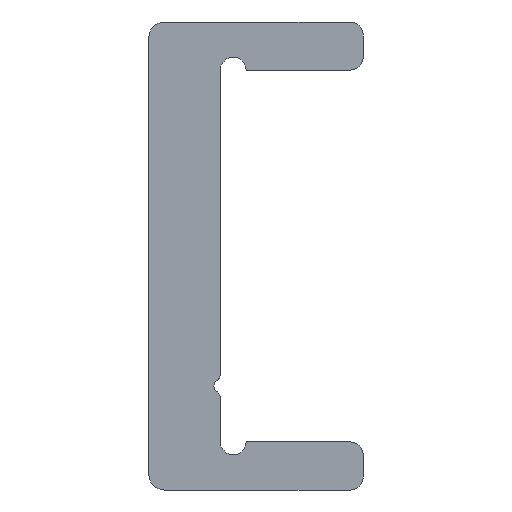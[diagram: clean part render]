
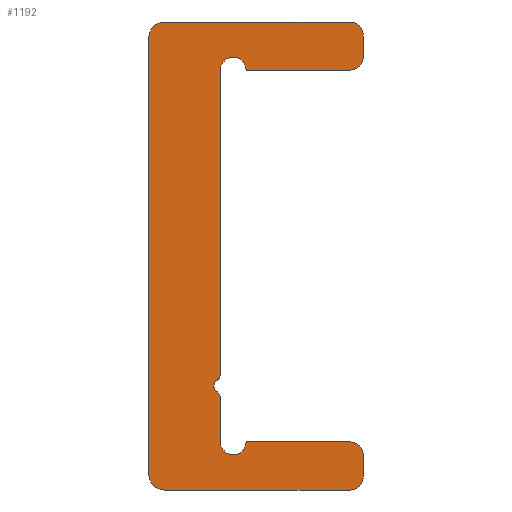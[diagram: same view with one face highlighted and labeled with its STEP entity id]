
A CAD part, left-side view. The second image highlights one B-rep face of the part: STEP entity #1192.
In plain terms, the highlighted planar face has unit normal (-1, 0, 0).
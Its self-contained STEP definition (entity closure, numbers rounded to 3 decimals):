
#430=CARTESIAN_POINT('',(0.0,1.375,-4.567));
#431=VERTEX_POINT('',#430);
#438=CARTESIAN_POINT('',(0.0,1.5,-4.783));
#439=VERTEX_POINT('',#438);
#440=CARTESIAN_POINT('',(0.0,1.625,-4.567));
#441=DIRECTION('',(1.0,0.0,0.0));
#442=DIRECTION('',(0.0,-1.0,0.0));
#443=AXIS2_PLACEMENT_3D('',#440,#441,#442);
#444=CIRCLE('',#443,0.25);
#445=EDGE_CURVE('',#431,#439,#444,.T.);
#555=CARTESIAN_POINT('',(0.0,1.375,7.15));
#556=VERTEX_POINT('',#555);
#563=CARTESIAN_POINT('',(0.0,1.375,7.15));
#564=DIRECTION('',(0.0,0.0,-1.0));
#565=VECTOR('',#564,11.717);
#566=LINE('',#563,#565);
#567=EDGE_CURVE('',#556,#431,#566,.T.);
#597=CARTESIAN_POINT('',(0.0,-4.125,-8.5));
#598=VERTEX_POINT('',#597);
#605=CARTESIAN_POINT('',(0.0,-3.625,-9.0));
#606=VERTEX_POINT('',#605);
#607=CARTESIAN_POINT('',(0.0,-3.625,-8.5));
#608=DIRECTION('',(1.0,0.0,0.0));
#609=DIRECTION('',(0.0,-1.0,0.0));
#610=AXIS2_PLACEMENT_3D('',#607,#608,#609);
#611=CIRCLE('',#610,0.5);
#612=EDGE_CURVE('',#598,#606,#611,.T.);
#636=CARTESIAN_POINT('',(0.0,-4.125,-7.65));
#637=VERTEX_POINT('',#636);
#644=CARTESIAN_POINT('',(0.0,-4.125,-7.65));
#645=DIRECTION('',(0.0,0.0,-1.0));
#646=VECTOR('',#645,0.85);
#647=LINE('',#644,#646);
#648=EDGE_CURVE('',#637,#598,#647,.T.);
#668=CARTESIAN_POINT('',(0.0,-3.625,-7.15));
#669=VERTEX_POINT('',#668);
#676=CARTESIAN_POINT('',(0.0,-3.625,-7.65));
#677=DIRECTION('',(1.0,0.0,0.0));
#678=DIRECTION('',(0.0,0.0,1.0));
#679=AXIS2_PLACEMENT_3D('',#676,#677,#678);
#680=CIRCLE('',#679,0.5);
#681=EDGE_CURVE('',#669,#637,#680,.T.);
#700=CARTESIAN_POINT('',(0.0,0.375,-7.15));
#701=VERTEX_POINT('',#700);
#708=CARTESIAN_POINT('',(0.0,0.375,-7.15));
#709=DIRECTION('',(0.0,-1.0,0.0));
#710=VECTOR('',#709,4.);
#711=LINE('',#708,#710);
#712=EDGE_CURVE('',#701,#669,#711,.T.);
#732=CARTESIAN_POINT('',(0.0,1.375,-7.15));
#733=VERTEX_POINT('',#732);
#740=CARTESIAN_POINT('',(0.0,0.875,-7.15));
#741=DIRECTION('',(-1.0,0.0,0.0));
#742=DIRECTION('',(0.0,1.,0.));
#743=AXIS2_PLACEMENT_3D('',#740,#741,#742);
#744=CIRCLE('',#743,0.5);
#745=EDGE_CURVE('',#733,#701,#744,.T.);
#764=CARTESIAN_POINT('',(0.0,1.375,-5.433));
#765=VERTEX_POINT('',#764);
#772=CARTESIAN_POINT('',(0.0,1.375,-5.433));
#773=DIRECTION('',(0.0,0.0,-1.0));
#774=VECTOR('',#773,1.717);
#775=LINE('',#772,#774);
#776=EDGE_CURVE('',#765,#733,#775,.T.);
#796=CARTESIAN_POINT('',(0.0,1.5,-5.217));
#797=VERTEX_POINT('',#796);
#804=CARTESIAN_POINT('',(0.0,1.625,-5.433));
#805=DIRECTION('',(1.0,0.0,0.0));
#806=DIRECTION('',(0.0,-0.5,0.866));
#807=AXIS2_PLACEMENT_3D('',#804,#805,#806);
#808=CIRCLE('',#807,0.25);
#809=EDGE_CURVE('',#797,#765,#808,.T.);
#828=CARTESIAN_POINT('',(0.0,1.375,-5.0));
#829=DIRECTION('',(-1.0,0.0,0.0));
#830=DIRECTION('',(0.0,-0.5,0.866));
#831=AXIS2_PLACEMENT_3D('',#828,#829,#830);
#832=CIRCLE('',#831,0.25);
#833=EDGE_CURVE('',#439,#797,#832,.T.);
#853=CARTESIAN_POINT('',(0.0,0.375,7.15));
#854=VERTEX_POINT('',#853);
#861=CARTESIAN_POINT('',(0.0,0.875,7.15));
#862=DIRECTION('',(-1.0,0.0,0.0));
#863=DIRECTION('',(0.0,-1.0,0.0));
#864=AXIS2_PLACEMENT_3D('',#861,#862,#863);
#865=CIRCLE('',#864,0.5);
#866=EDGE_CURVE('',#854,#556,#865,.T.);
#885=CARTESIAN_POINT('',(0.0,-3.625,7.15));
#886=VERTEX_POINT('',#885);
#893=CARTESIAN_POINT('',(0.0,-3.625,7.15));
#894=DIRECTION('',(0.0,1.0,0.0));
#895=VECTOR('',#894,4.0);
#896=LINE('',#893,#895);
#897=EDGE_CURVE('',#886,#854,#896,.T.);
#917=CARTESIAN_POINT('',(0.0,-4.125,7.65));
#918=VERTEX_POINT('',#917);
#925=CARTESIAN_POINT('',(0.0,-3.625,7.65));
#926=DIRECTION('',(1.0,0.0,0.0));
#927=DIRECTION('',(0.0,-1.0,0.0));
#928=AXIS2_PLACEMENT_3D('',#925,#926,#927);
#929=CIRCLE('',#928,0.5);
#930=EDGE_CURVE('',#918,#886,#929,.T.);
#949=CARTESIAN_POINT('',(0.0,-4.125,8.5));
#950=VERTEX_POINT('',#949);
#957=CARTESIAN_POINT('',(0.0,-4.125,8.5));
#958=DIRECTION('',(0.0,0.0,-1.0));
#959=VECTOR('',#958,0.85);
#960=LINE('',#957,#959);
#961=EDGE_CURVE('',#950,#918,#960,.T.);
#981=CARTESIAN_POINT('',(0.0,-3.625,9.0));
#982=VERTEX_POINT('',#981);
#989=CARTESIAN_POINT('',(0.0,-3.625,8.5));
#990=DIRECTION('',(1.0,0.0,0.0));
#991=DIRECTION('',(0.0,0.0,1.0));
#992=AXIS2_PLACEMENT_3D('',#989,#990,#991);
#993=CIRCLE('',#992,0.5);
#994=EDGE_CURVE('',#982,#950,#993,.T.);
#1013=CARTESIAN_POINT('',(0.0,3.525,9.0));
#1014=VERTEX_POINT('',#1013);
#1021=CARTESIAN_POINT('',(0.0,3.525,9.0));
#1022=DIRECTION('',(0.0,-1.0,0.0));
#1023=VECTOR('',#1022,7.15);
#1024=LINE('',#1021,#1023);
#1025=EDGE_CURVE('',#1014,#982,#1024,.T.);
#1045=CARTESIAN_POINT('',(0.0,4.125,8.4));
#1046=VERTEX_POINT('',#1045);
#1053=CARTESIAN_POINT('',(0.0,3.525,8.4));
#1054=DIRECTION('',(1.0,0.0,0.0));
#1055=DIRECTION('',(0.0,1.0,0.0));
#1056=AXIS2_PLACEMENT_3D('',#1053,#1054,#1055);
#1057=CIRCLE('',#1056,0.6);
#1058=EDGE_CURVE('',#1046,#1014,#1057,.T.);
#1077=CARTESIAN_POINT('',(0.0,4.125,-8.4));
#1078=VERTEX_POINT('',#1077);
#1085=CARTESIAN_POINT('',(0.0,4.125,-8.4));
#1086=DIRECTION('',(0.0,0.0,1.0));
#1087=VECTOR('',#1086,16.8);
#1088=LINE('',#1085,#1087);
#1089=EDGE_CURVE('',#1078,#1046,#1088,.T.);
#1124=CARTESIAN_POINT('',(0.0,3.525,-9.0));
#1125=VERTEX_POINT('',#1124);
#1132=CARTESIAN_POINT('',(0.0,3.525,-8.4));
#1133=DIRECTION('',(1.0,0.0,0.0));
#1134=DIRECTION('',(0.0,0.0,-1.0));
#1135=AXIS2_PLACEMENT_3D('',#1132,#1133,#1134);
#1136=CIRCLE('',#1135,0.6);
#1137=EDGE_CURVE('',#1125,#1078,#1136,.T.);
#1155=CARTESIAN_POINT('',(0.0,-3.625,-9.0));
#1156=DIRECTION('',(0.0,1.0,0.0));
#1157=VECTOR('',#1156,7.15);
#1158=LINE('',#1155,#1157);
#1159=EDGE_CURVE('',#606,#1125,#1158,.T.);
#1165=CARTESIAN_POINT('',(0.0,1.046,-0.014));
#1166=DIRECTION('',(1.0,0.0,0.0));
#1167=DIRECTION('',(0.0,0.0,-1.0));
#1168=AXIS2_PLACEMENT_3D('',#1165,#1166,#1167);
#1169=PLANE('',#1168);
#1170=ORIENTED_EDGE('',*,*,#1159,.F.);
#1171=ORIENTED_EDGE('',*,*,#612,.F.);
#1172=ORIENTED_EDGE('',*,*,#648,.F.);
#1173=ORIENTED_EDGE('',*,*,#681,.F.);
#1174=ORIENTED_EDGE('',*,*,#712,.F.);
#1175=ORIENTED_EDGE('',*,*,#745,.F.);
#1176=ORIENTED_EDGE('',*,*,#776,.F.);
#1177=ORIENTED_EDGE('',*,*,#809,.F.);
#1178=ORIENTED_EDGE('',*,*,#833,.F.);
#1179=ORIENTED_EDGE('',*,*,#445,.F.);
#1180=ORIENTED_EDGE('',*,*,#567,.F.);
#1181=ORIENTED_EDGE('',*,*,#866,.F.);
#1182=ORIENTED_EDGE('',*,*,#897,.F.);
#1183=ORIENTED_EDGE('',*,*,#930,.F.);
#1184=ORIENTED_EDGE('',*,*,#961,.F.);
#1185=ORIENTED_EDGE('',*,*,#994,.F.);
#1186=ORIENTED_EDGE('',*,*,#1025,.F.);
#1187=ORIENTED_EDGE('',*,*,#1058,.F.);
#1188=ORIENTED_EDGE('',*,*,#1089,.F.);
#1189=ORIENTED_EDGE('',*,*,#1137,.F.);
#1190=EDGE_LOOP('',(#1170,#1171,#1172,#1173,#1174,#1175,#1176,#1177,#1178,#1179,#1180,#1181,#1182,#1183,#1184,#1185,#1186,#1187,#1188,#1189));
#1191=FACE_OUTER_BOUND('',#1190,.T.);
#1192=ADVANCED_FACE('',(#1191),#1169,.F.);
